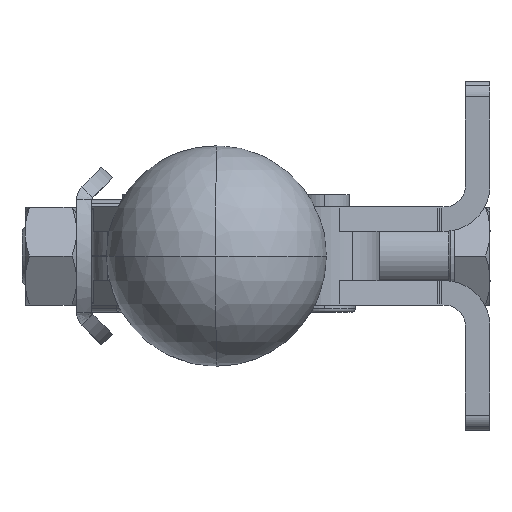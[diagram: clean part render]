
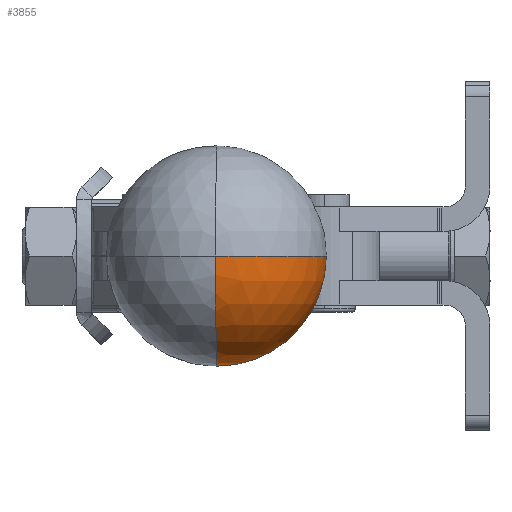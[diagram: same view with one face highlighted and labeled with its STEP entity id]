
A CAD part, left-side view. The second image highlights one B-rep face of the part: STEP entity #3855.
In plain terms, the highlighted spherical face has radius 18 mm.
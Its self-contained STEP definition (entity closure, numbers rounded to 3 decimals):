
#3803=CARTESIAN_POINT('',(-94.31,65.357,-26.));
#3804=VERTEX_POINT('',#3803);
#3812=CARTESIAN_POINT('',(-92.819,47.419,-8.));
#3813=VERTEX_POINT('',#3812);
#3821=CARTESIAN_POINT('',(-94.31,65.357,-8.));
#3822=DIRECTION('',(-0.997,-0.083,0.));
#3823=DIRECTION('',(0.083,-0.997,0.));
#3824=AXIS2_PLACEMENT_3D('',#3821,#3822,#3823);
#3825=CIRCLE('',#3824,18.);
#3826=EDGE_CURVE('',#3804,#3813,#3825,.T.);
#3831=CARTESIAN_POINT('',(-94.31,65.357,-8.));
#3832=DIRECTION('',(0.0,0.0,1.0));
#3833=DIRECTION('',(-1.,0.005,0.));
#3834=AXIS2_PLACEMENT_3D('',#3831,#3832,#3833);
#3835=SPHERICAL_SURFACE('',#3834,18.);
#3836=CARTESIAN_POINT('',(-112.31,65.452,-8.));
#3837=VERTEX_POINT('',#3836);
#3838=CARTESIAN_POINT('',(-94.31,65.357,-8.));
#3839=DIRECTION('',(0.005,1.,0.0));
#3840=DIRECTION('',(0.0,0.0,-1.0));
#3841=AXIS2_PLACEMENT_3D('',#3838,#3839,#3840);
#3842=CIRCLE('',#3841,18.);
#3843=EDGE_CURVE('',#3804,#3837,#3842,.T.);
#3844=ORIENTED_EDGE('',*,*,#3843,.F.);
#3845=ORIENTED_EDGE('',*,*,#3826,.T.);
#3846=CARTESIAN_POINT('',(-94.31,65.357,-8.));
#3847=DIRECTION('',(0.,0.,1.));
#3848=DIRECTION('',(-1.,0.005,0.));
#3849=AXIS2_PLACEMENT_3D('',#3846,#3847,#3848);
#3850=CIRCLE('',#3849,18.0);
#3851=EDGE_CURVE('',#3837,#3813,#3850,.T.);
#3852=ORIENTED_EDGE('',*,*,#3851,.F.);
#3853=EDGE_LOOP('',(#3844,#3845,#3852));
#3854=FACE_OUTER_BOUND('',#3853,.T.);
#3855=ADVANCED_FACE('',(#3854),#3835,.T.);
